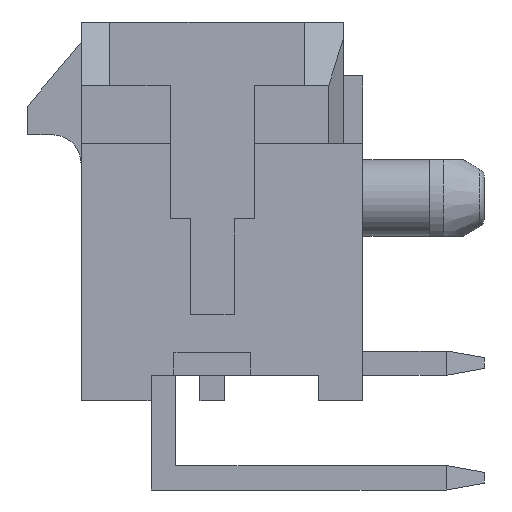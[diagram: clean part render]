
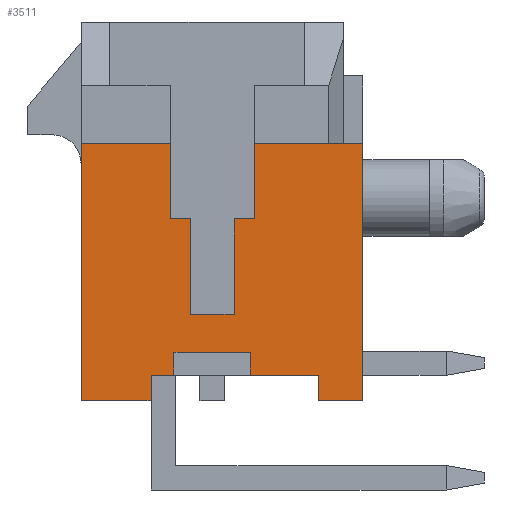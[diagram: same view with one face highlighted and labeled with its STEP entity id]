
A CAD part, left-side view. The second image highlights one B-rep face of the part: STEP entity #3511.
In plain terms, the highlighted planar face has unit normal (-1, 0, 0).
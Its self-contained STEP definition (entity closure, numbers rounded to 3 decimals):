
#132=FACE_OUTER_BOUND('',#324,.T.);
#324=EDGE_LOOP('',(#2502,#2503,#2504,#2505,#2506,#2507,#2508,#2509,#2510,
#2511,#2512,#2513,#2514,#2515,#2516,#2517,#2518,#2519,#2520,#2521));
#496=LINE('',#4834,#978);
#498=LINE('',#4838,#980);
#503=LINE('',#4847,#985);
#523=LINE('',#4889,#1005);
#607=LINE('',#5057,#1089);
#617=LINE('',#5077,#1099);
#630=LINE('',#5101,#1112);
#631=LINE('',#5105,#1113);
#632=LINE('',#5107,#1114);
#633=LINE('',#5108,#1115);
#634=LINE('',#5109,#1116);
#635=LINE('',#5111,#1117);
#636=LINE('',#5112,#1118);
#637=LINE('',#5114,#1119);
#638=LINE('',#5116,#1120);
#639=LINE('',#5118,#1121);
#640=LINE('',#5120,#1122);
#641=LINE('',#5122,#1123);
#642=LINE('',#5124,#1124);
#643=LINE('',#5125,#1125);
#978=VECTOR('',#3916,1.98);
#980=VECTOR('',#3920,2.84);
#985=VECTOR('',#3927,2.33);
#1005=VECTOR('',#3959,6.74);
#1089=VECTOR('',#4087,1.15);
#1099=VECTOR('',#4107,2.5);
#1112=VECTOR('',#4124,2.5);
#1113=VECTOR('',#4127,1.78);
#1114=VECTOR('',#4128,0.67);
#1115=VECTOR('',#4129,1.16);
#1116=VECTOR('',#4130,0.525);
#1117=VECTOR('',#4131,0.525);
#1118=VECTOR('',#4132,1.98);
#1119=VECTOR('',#4133,6.74);
#1120=VECTOR('',#4134,1.83);
#1121=VECTOR('',#4135,0.67);
#1122=VECTOR('',#4136,0.6);
#1123=VECTOR('',#4137,0.6);
#1124=VECTOR('',#4138,2.);
#1125=VECTOR('',#4139,0.6);
#1459=VERTEX_POINT('',#4831);
#1460=VERTEX_POINT('',#4833);
#1461=VERTEX_POINT('',#4837);
#1463=VERTEX_POINT('',#4843);
#1464=VERTEX_POINT('',#4845);
#1480=VERTEX_POINT('',#4888);
#1541=VERTEX_POINT('',#5054);
#1542=VERTEX_POINT('',#5056);
#1547=VERTEX_POINT('',#5076);
#1556=VERTEX_POINT('',#5099);
#1557=VERTEX_POINT('',#5103);
#1558=VERTEX_POINT('',#5104);
#1559=VERTEX_POINT('',#5106);
#1560=VERTEX_POINT('',#5110);
#1561=VERTEX_POINT('',#5113);
#1562=VERTEX_POINT('',#5115);
#1563=VERTEX_POINT('',#5117);
#1564=VERTEX_POINT('',#5119);
#1565=VERTEX_POINT('',#5121);
#1566=VERTEX_POINT('',#5123);
#1783=EDGE_CURVE('',#1460,#1459,#496,.T.);
#1785=EDGE_CURVE('',#1460,#1461,#498,.T.);
#1790=EDGE_CURVE('',#1464,#1463,#503,.T.);
#1810=EDGE_CURVE('',#1480,#1461,#523,.T.);
#1894=EDGE_CURVE('',#1542,#1541,#607,.T.);
#1904=EDGE_CURVE('',#1547,#1542,#617,.T.);
#1917=EDGE_CURVE('',#1541,#1556,#630,.T.);
#1918=EDGE_CURVE('',#1557,#1558,#631,.T.);
#1919=EDGE_CURVE('',#1559,#1557,#632,.T.);
#1920=EDGE_CURVE('',#1559,#1480,#633,.T.);
#1921=EDGE_CURVE('',#1459,#1547,#634,.T.);
#1922=EDGE_CURVE('',#1556,#1560,#635,.T.);
#1923=EDGE_CURVE('',#1463,#1560,#636,.T.);
#1924=EDGE_CURVE('',#1561,#1464,#637,.T.);
#1925=EDGE_CURVE('',#1561,#1562,#638,.T.);
#1926=EDGE_CURVE('',#1562,#1563,#639,.T.);
#1927=EDGE_CURVE('',#1564,#1563,#640,.T.);
#1928=EDGE_CURVE('',#1564,#1565,#641,.T.);
#1929=EDGE_CURVE('',#1565,#1566,#642,.T.);
#1930=EDGE_CURVE('',#1566,#1558,#643,.T.);
#2502=ORIENTED_EDGE('',*,*,#1918,.F.);
#2503=ORIENTED_EDGE('',*,*,#1919,.F.);
#2504=ORIENTED_EDGE('',*,*,#1920,.T.);
#2505=ORIENTED_EDGE('',*,*,#1810,.T.);
#2506=ORIENTED_EDGE('',*,*,#1785,.F.);
#2507=ORIENTED_EDGE('',*,*,#1783,.T.);
#2508=ORIENTED_EDGE('',*,*,#1921,.T.);
#2509=ORIENTED_EDGE('',*,*,#1904,.T.);
#2510=ORIENTED_EDGE('',*,*,#1894,.T.);
#2511=ORIENTED_EDGE('',*,*,#1917,.T.);
#2512=ORIENTED_EDGE('',*,*,#1922,.T.);
#2513=ORIENTED_EDGE('',*,*,#1923,.F.);
#2514=ORIENTED_EDGE('',*,*,#1790,.F.);
#2515=ORIENTED_EDGE('',*,*,#1924,.F.);
#2516=ORIENTED_EDGE('',*,*,#1925,.T.);
#2517=ORIENTED_EDGE('',*,*,#1926,.T.);
#2518=ORIENTED_EDGE('',*,*,#1927,.F.);
#2519=ORIENTED_EDGE('',*,*,#1928,.T.);
#2520=ORIENTED_EDGE('',*,*,#1929,.T.);
#2521=ORIENTED_EDGE('',*,*,#1930,.T.);
#3328=PLANE('',#3723);
#3511=ADVANCED_FACE('',(#132),#3328,.T.);
#3723=AXIS2_PLACEMENT_3D('',#5102,#4125,#4126);
#3916=DIRECTION('',(0.,0.,-1.));
#3920=DIRECTION('',(0.,-1.,0.));
#3927=DIRECTION('',(0.,-1.,0.));
#3959=DIRECTION('',(0.,0.,1.));
#4087=DIRECTION('',(0.,1.,0.));
#4107=DIRECTION('',(0.,0.,-1.));
#4124=DIRECTION('',(0.,0.,1.));
#4125=DIRECTION('center_axis',(-1.,0.,0.));
#4126=DIRECTION('ref_axis',(0.,0.,1.));
#4127=DIRECTION('',(0.,1.,0.));
#4128=DIRECTION('',(0.,0.,1.));
#4129=DIRECTION('',(0.,-1.,0.));
#4130=DIRECTION('',(0.,1.,0.));
#4131=DIRECTION('',(0.,1.,0.));
#4132=DIRECTION('',(0.,0.,-1.));
#4133=DIRECTION('',(0.,0.,1.));
#4134=DIRECTION('',(0.,-1.,0.));
#4135=DIRECTION('',(0.,0.,1.));
#4136=DIRECTION('',(0.,1.,0.));
#4137=DIRECTION('',(0.,0.,1.));
#4138=DIRECTION('',(0.,-1.,0.));
#4139=DIRECTION('',(0.,0.,-1.));
#4831=CARTESIAN_POINT('',(-3.575,-1.1,-0.195));
#4833=CARTESIAN_POINT('',(-3.575,-1.1,1.785));
#4834=CARTESIAN_POINT('',(-3.575,-1.1,1.785));
#4837=CARTESIAN_POINT('',(-3.575,-3.94,1.785));
#4838=CARTESIAN_POINT('',(-3.575,-1.1,1.785));
#4843=CARTESIAN_POINT('',(-3.575,1.1,1.785));
#4845=CARTESIAN_POINT('',(-3.575,3.43,1.785));
#4847=CARTESIAN_POINT('',(-3.575,3.43,1.785));
#4888=CARTESIAN_POINT('',(-3.575,-3.94,-4.955));
#4889=CARTESIAN_POINT('',(-3.575,-3.94,-4.955));
#5054=CARTESIAN_POINT('',(-3.575,0.575,-2.695));
#5056=CARTESIAN_POINT('',(-3.575,-0.575,-2.695));
#5057=CARTESIAN_POINT('',(-3.575,-0.575,-2.695));
#5076=CARTESIAN_POINT('',(-3.575,-0.575,-0.195));
#5077=CARTESIAN_POINT('',(-3.575,-0.575,-0.195));
#5099=CARTESIAN_POINT('',(-3.575,0.575,-0.195));
#5101=CARTESIAN_POINT('',(-3.575,0.575,-2.695));
#5102=CARTESIAN_POINT('Origin',(-3.575,3.43,-4.955));
#5103=CARTESIAN_POINT('',(-3.575,-2.78,-4.285));
#5104=CARTESIAN_POINT('',(-3.575,-1.,-4.285));
#5105=CARTESIAN_POINT('',(-3.575,-2.78,-4.285));
#5106=CARTESIAN_POINT('',(-3.575,-2.78,-4.955));
#5107=CARTESIAN_POINT('',(-3.575,-2.78,-4.955));
#5108=CARTESIAN_POINT('',(-3.575,-2.78,-4.955));
#5109=CARTESIAN_POINT('',(-3.575,-1.1,-0.195));
#5110=CARTESIAN_POINT('',(-3.575,1.1,-0.195));
#5111=CARTESIAN_POINT('',(-3.575,0.575,-0.195));
#5112=CARTESIAN_POINT('',(-3.575,1.1,1.785));
#5113=CARTESIAN_POINT('',(-3.575,3.43,-4.955));
#5114=CARTESIAN_POINT('',(-3.575,3.43,-4.955));
#5115=CARTESIAN_POINT('',(-3.575,1.6,-4.955));
#5116=CARTESIAN_POINT('',(-3.575,3.43,-4.955));
#5117=CARTESIAN_POINT('',(-3.575,1.6,-4.285));
#5118=CARTESIAN_POINT('',(-3.575,1.6,-4.955));
#5119=CARTESIAN_POINT('',(-3.575,1.,-4.285));
#5120=CARTESIAN_POINT('',(-3.575,1.,-4.285));
#5121=CARTESIAN_POINT('',(-3.575,1.,-3.685));
#5122=CARTESIAN_POINT('',(-3.575,1.,-4.285));
#5123=CARTESIAN_POINT('',(-3.575,-1.,-3.685));
#5124=CARTESIAN_POINT('',(-3.575,1.,-3.685));
#5125=CARTESIAN_POINT('',(-3.575,-1.,-3.685));
